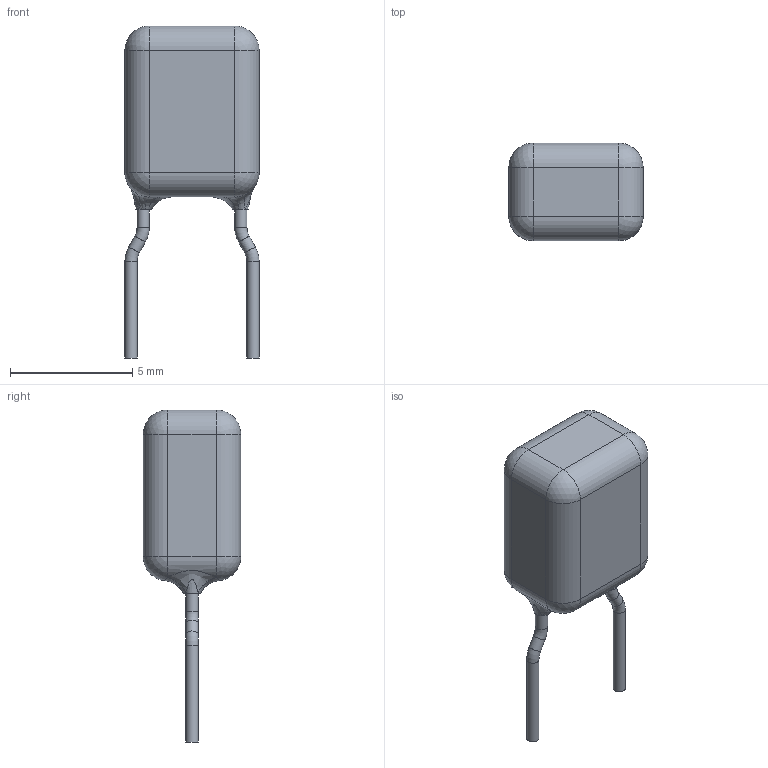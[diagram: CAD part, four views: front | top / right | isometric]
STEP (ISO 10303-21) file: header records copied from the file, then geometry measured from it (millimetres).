
FILE_DESCRIPTION(/* description */ (''),/* implementation_level */ '2;1');
FILE_NAME(/* name */ 'CAPRR500-400X550X1000.stp',/* time_stamp */ '2017-02-06T16:59:52+01:00',/* author */ ('jchouvet'),/* organization */ (''),/* preprocessor_version */ 'ST-DEVELOPER v16.1',/* originating_system */ 'AutoCAD Mechanical',/* authorisation */ '');
FILE_SCHEMA (('AUTOMOTIVE_DESIGN { 1 0 10303 214 3 1 1 }'));
Length unit declared in the file: millimetre
Products named in the file (1): Product
Bounding box: 5.5 x 4 x 13.6 mm (x, y, z)
Volume: 145 mm3; surface area: 172.8 mm2
Topology: 3 solids, 3 shells, 60 faces, 118 edges, 64 vertices
Faces by surface type: cylinder 18, bspline 14, plane 12, sphere 8, torus 6, cone 2
Full cylindrical faces by diameter (mm): 0.5 x6
Entity records: 1923 total; most frequent: CARTESIAN_POINT 759, DIRECTION 232, ORIENTED_EDGE 216, EDGE_CURVE 108, AXIS2_PLACEMENT_3D 105, EDGE_LOOP 70, VERTEX_POINT 64, FACE_OUTER_BOUND 60
